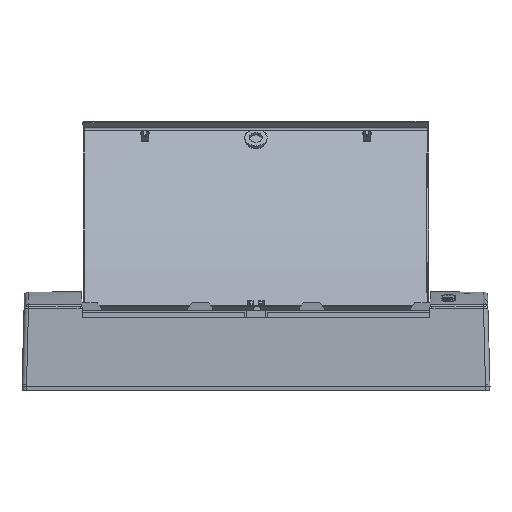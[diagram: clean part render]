
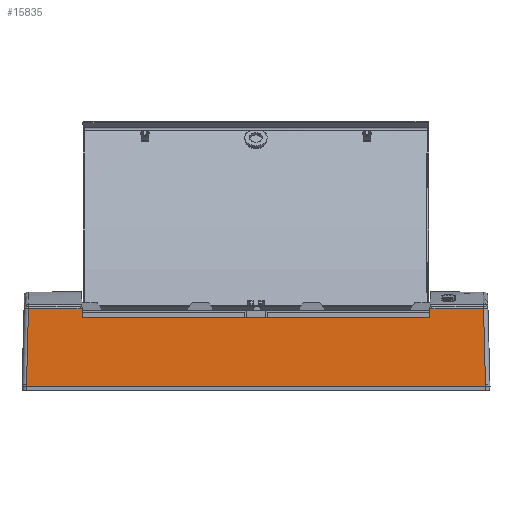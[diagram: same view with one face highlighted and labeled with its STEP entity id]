
A CAD part, left-side view. The second image highlights one B-rep face of the part: STEP entity #15835.
In plain terms, the highlighted face is planar.
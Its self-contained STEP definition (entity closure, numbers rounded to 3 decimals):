
#2487=ORIENTED_EDGE('',*,*,#6606,.T.);
#2488=ORIENTED_EDGE('',*,*,#6607,.F.);
#2489=ORIENTED_EDGE('',*,*,#6608,.T.);
#2490=ORIENTED_EDGE('',*,*,#6609,.T.);
#2491=ORIENTED_EDGE('',*,*,#6418,.T.);
#2492=ORIENTED_EDGE('',*,*,#6610,.F.);
#2493=ORIENTED_EDGE('',*,*,#6604,.F.);
#2494=ORIENTED_EDGE('',*,*,#6526,.T.);
#6418=EDGE_CURVE('',#8587,#8586,#10130,.T.);
#6526=EDGE_CURVE('',#8684,#8683,#10221,.T.);
#6604=EDGE_CURVE('',#8684,#8736,#10281,.T.);
#6606=EDGE_CURVE('',#8683,#8737,#10282,.T.);
#6607=EDGE_CURVE('',#8738,#8737,#10283,.T.);
#6608=EDGE_CURVE('',#8738,#8739,#10284,.T.);
#6609=EDGE_CURVE('',#8739,#8587,#10285,.T.);
#6610=EDGE_CURVE('',#8736,#8586,#10286,.T.);
#8586=VERTEX_POINT('',#27159);
#8587=VERTEX_POINT('',#27161);
#8683=VERTEX_POINT('',#27400);
#8684=VERTEX_POINT('',#27402);
#8736=VERTEX_POINT('',#27689);
#8737=VERTEX_POINT('',#27693);
#8738=VERTEX_POINT('',#27695);
#8739=VERTEX_POINT('',#27697);
#10130=LINE('',#27160,#11639);
#10221=LINE('',#27401,#11730);
#10281=LINE('',#27688,#11790);
#10282=LINE('',#27692,#11791);
#10283=LINE('',#27694,#11792);
#10284=LINE('',#27696,#11793);
#10285=LINE('',#27698,#11794);
#10286=LINE('',#27699,#11795);
#11639=VECTOR('',#21964,1000.);
#11730=VECTOR('',#22105,1000.);
#11790=VECTOR('',#22225,1000.);
#11791=VECTOR('',#22230,1000.);
#11792=VECTOR('',#22231,1000.);
#11793=VECTOR('',#22232,1000.);
#11794=VECTOR('',#22233,1000.);
#11795=VECTOR('',#22234,1000.);
#13079=EDGE_LOOP('',(#2487,#2488,#2489,#2490,#2491,#2492,#2493,#2494));
#14165=FACE_BOUND('',#13079,.T.);
#15135=PLANE('',#19831);
#15835=ADVANCED_FACE('',(#14165),#15135,.F.);
#19831=AXIS2_PLACEMENT_3D('',#27691,#22228,#22229);
#21964=DIRECTION('',(0.,-1.,0.));
#22105=DIRECTION('',(0.026,0.035,0.999));
#22225=DIRECTION('',(0.,-1.,0.));
#22228=DIRECTION('',(-1.,0.,0.026));
#22229=DIRECTION('',(0.,1.,0.));
#22230=DIRECTION('',(0.,1.,0.));
#22231=DIRECTION('',(0.026,-0.035,0.999));
#22232=DIRECTION('',(0.,1.,0.));
#22233=DIRECTION('',(0.026,0.026,0.999));
#22234=DIRECTION('',(0.026,-0.026,0.999));
#27159=CARTESIAN_POINT('',(143.4,4.998,0.));
#27160=CARTESIAN_POINT('',(143.4,262.8,0.));
#27161=CARTESIAN_POINT('',(143.4,520.602,0.));
#27400=CARTESIAN_POINT('',(141.378,67.8,-77.199));
#27401=CARTESIAN_POINT('',(141.185,67.542,-84.59));
#27402=CARTESIAN_POINT('',(141.105,67.435,-87.637));
#27688=CARTESIAN_POINT('',(141.105,262.8,-87.637));
#27689=CARTESIAN_POINT('',(141.105,7.293,-87.637));
#27691=CARTESIAN_POINT('',(143.4,262.8,0.));
#27692=CARTESIAN_POINT('',(141.378,67.8,-77.199));
#27693=CARTESIAN_POINT('',(141.378,457.8,-77.199));
#27694=CARTESIAN_POINT('',(143.576,454.87,6.703));
#27695=CARTESIAN_POINT('',(141.105,458.165,-87.637));
#27696=CARTESIAN_POINT('',(141.105,262.8,-87.637));
#27697=CARTESIAN_POINT('',(141.105,518.307,-87.637));
#27698=CARTESIAN_POINT('',(143.223,520.425,-6.742));
#27699=CARTESIAN_POINT('',(143.223,5.175,-6.742));
